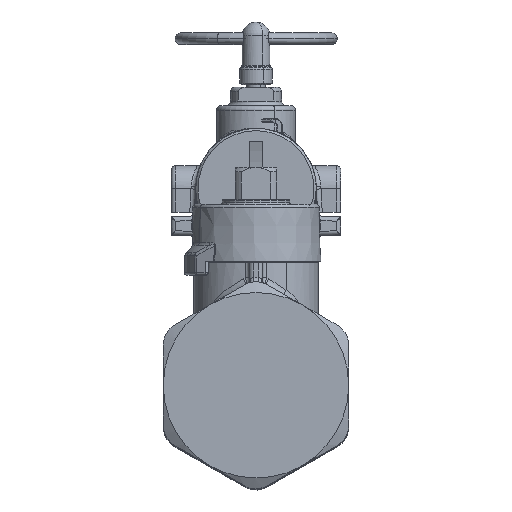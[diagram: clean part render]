
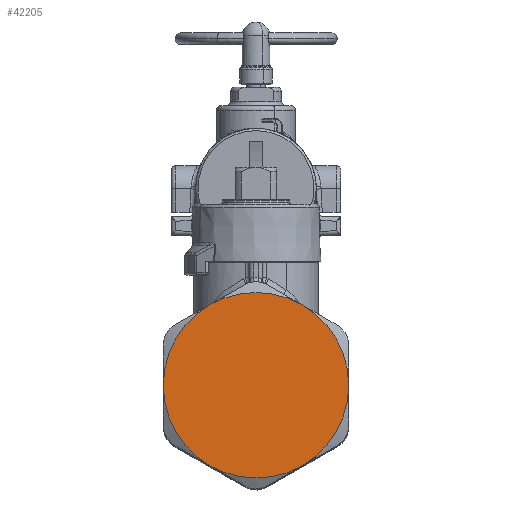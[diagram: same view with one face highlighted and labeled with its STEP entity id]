
A CAD part, top view. The second image highlights one B-rep face of the part: STEP entity #42205.
In plain terms, the highlighted planar face has unit normal (0, 0, 1).
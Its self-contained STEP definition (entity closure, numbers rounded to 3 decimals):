
#40934=CARTESIAN_POINT('Vertex',(10.,-35.764,145.)) ;
#41002=CARTESIAN_POINT('Vertex',(20.,-18.443,145.)) ;
#41057=CARTESIAN_POINT('Vertex',(10.,-1.123,145.)) ;
#41685=CARTESIAN_POINT('Vertex',(-10.,-35.764,145.)) ;
#41720=CARTESIAN_POINT('Vertex',(9.589,-35.995,145.)) ;
#41723=CARTESIAN_POINT('Axis2P3D Location',(0.,-18.443,145.)) ;
#41737=CARTESIAN_POINT('Axis2P3D Location',(0.,-18.443,145.)) ;
#41749=CARTESIAN_POINT('Axis2P3D Location',(0.,-18.443,145.)) ;
#41762=CARTESIAN_POINT('Axis2P3D Location',(0.,-18.443,145.)) ;
#41775=CARTESIAN_POINT('Axis2P3D Location',(0.,-18.443,145.)) ;
#41779=CARTESIAN_POINT('Vertex',(-9.589,-0.891,145.)) ;
#41781=CARTESIAN_POINT('Vertex',(-10.,-1.123,145.)) ;
#41804=CARTESIAN_POINT('Axis2P3D Location',(0.,-18.443,145.)) ;
#42064=CARTESIAN_POINT('Axis2P3D Location',(0.,-18.443,145.)) ;
#42068=CARTESIAN_POINT('Vertex',(-20.,-18.443,145.)) ;
#42185=CARTESIAN_POINT('Axis2P3D Location',(0.,-18.443,145.)) ;
#42190=CARTESIAN_POINT('Axis2P3D Location',(0.,-18.443,145.)) ;
#41724=DIRECTION('Axis2P3D Direction',(0.,0.,-1.)) ;
#41738=DIRECTION('Axis2P3D Direction',(0.,0.,-1.)) ;
#41750=DIRECTION('Axis2P3D Direction',(0.,0.,-1.)) ;
#41763=DIRECTION('Axis2P3D Direction',(0.,0.,-1.)) ;
#41776=DIRECTION('Axis2P3D Direction',(0.,0.,-1.)) ;
#41805=DIRECTION('Axis2P3D Direction',(0.,0.,-1.)) ;
#42065=DIRECTION('Axis2P3D Direction',(0.,0.,-1.)) ;
#42186=DIRECTION('Axis2P3D Direction',(0.,0.,1.)) ;
#42187=DIRECTION('Axis2P3D XDirection',(1.,0.,0.)) ;
#42191=DIRECTION('Axis2P3D Direction',(0.,0.,1.)) ;
#41725=AXIS2_PLACEMENT_3D('Circle Axis2P3D',#41723,#41724,$) ;
#41739=AXIS2_PLACEMENT_3D('Circle Axis2P3D',#41737,#41738,$) ;
#41751=AXIS2_PLACEMENT_3D('Circle Axis2P3D',#41749,#41750,$) ;
#41764=AXIS2_PLACEMENT_3D('Circle Axis2P3D',#41762,#41763,$) ;
#41777=AXIS2_PLACEMENT_3D('Circle Axis2P3D',#41775,#41776,$) ;
#41806=AXIS2_PLACEMENT_3D('Circle Axis2P3D',#41804,#41805,$) ;
#42066=AXIS2_PLACEMENT_3D('Circle Axis2P3D',#42064,#42065,$) ;
#42188=AXIS2_PLACEMENT_3D('Plane Axis2P3D',#42185,#42186,#42187) ;
#42192=AXIS2_PLACEMENT_3D('Circle Axis2P3D',#42190,#42191,$) ;
#41726=CIRCLE('generated circle',#41725,20.) ;
#41740=CIRCLE('generated circle',#41739,20.) ;
#41752=CIRCLE('generated circle',#41751,20.) ;
#41765=CIRCLE('generated circle',#41764,20.) ;
#41778=CIRCLE('generated circle',#41777,20.) ;
#41807=CIRCLE('generated circle',#41806,20.) ;
#42067=CIRCLE('generated circle',#42066,20.) ;
#42193=CIRCLE('generated circle',#42192,20.) ;
#42189=PLANE('',#42188) ;
#41727=EDGE_CURVE('',#41686,#41721,#41726,.F.) ;
#41741=EDGE_CURVE('',#41721,#40935,#41740,.F.) ;
#41753=EDGE_CURVE('',#40935,#41003,#41752,.F.) ;
#41766=EDGE_CURVE('',#41003,#41058,#41765,.F.) ;
#41783=EDGE_CURVE('',#41780,#41782,#41778,.F.) ;
#41808=EDGE_CURVE('',#41058,#41780,#41807,.F.) ;
#42070=EDGE_CURVE('',#42069,#41686,#42067,.F.) ;
#42194=EDGE_CURVE('',#41782,#42069,#42193,.T.) ;
#42196=ORIENTED_EDGE('',*,*,#41808,.T.) ;
#42197=ORIENTED_EDGE('',*,*,#41783,.T.) ;
#42198=ORIENTED_EDGE('',*,*,#42194,.T.) ;
#42199=ORIENTED_EDGE('',*,*,#42070,.T.) ;
#42200=ORIENTED_EDGE('',*,*,#41727,.T.) ;
#42201=ORIENTED_EDGE('',*,*,#41741,.T.) ;
#42202=ORIENTED_EDGE('',*,*,#41753,.T.) ;
#42203=ORIENTED_EDGE('',*,*,#41766,.T.) ;
#42195=EDGE_LOOP('',(#42196,#42197,#42198,#42199,#42200,#42201,#42202,#42203)) ;
#40935=VERTEX_POINT('',#40934) ;
#41003=VERTEX_POINT('',#41002) ;
#41058=VERTEX_POINT('',#41057) ;
#41686=VERTEX_POINT('',#41685) ;
#41721=VERTEX_POINT('',#41720) ;
#41780=VERTEX_POINT('',#41779) ;
#41782=VERTEX_POINT('',#41781) ;
#42069=VERTEX_POINT('',#42068) ;
#42205=ADVANCED_FACE('PartBody',(#42204),#42189,.T.) ;
#42204=FACE_OUTER_BOUND('',#42195,.T.) ;
